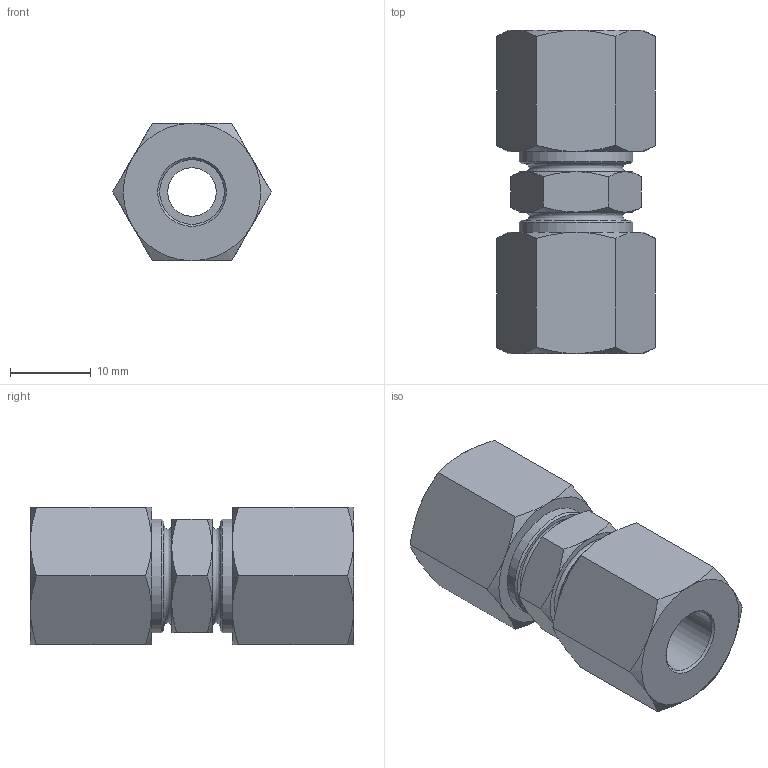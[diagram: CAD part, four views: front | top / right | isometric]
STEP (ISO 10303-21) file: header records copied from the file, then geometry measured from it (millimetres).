
FILE_DESCRIPTION((''),'2;1');
FILE_NAME('Schneidringverschraubung gerade Verbinder für aØ8mm.stp','2010-12-23T16:12:16',('002164'),(''),'Autodesk Inventor 2010','Autodesk Inventor 2010','');
FILE_SCHEMA(('AUTOMOTIVE_DESIGN { 1 0 10303 214 1 1 1 1 }'));
Length unit declared in the file: millimetre
Products named in the file (1): ansri04a
Bounding box: 19.63 x 40 x 17 mm (x, y, z)
Volume: 7233.5 mm3; surface area: 3898.9 mm2
Topology: 1 solids, 1 shells, 75 faces, 155 edges, 90 vertices
Faces by surface type: cone 40, plane 28, cylinder 5, bspline 2
Full cylindrical faces by diameter (mm): 6 x1, 8 x2, 14 x2
Entity records: 1998 total; most frequent: CARTESIAN_POINT 614, ORIENTED_EDGE 288, DIRECTION 274, EDGE_CURVE 144, AXIS2_PLACEMENT_3D 128, EDGE_LOOP 96, VERTEX_POINT 90, FACE_OUTER_BOUND 75
